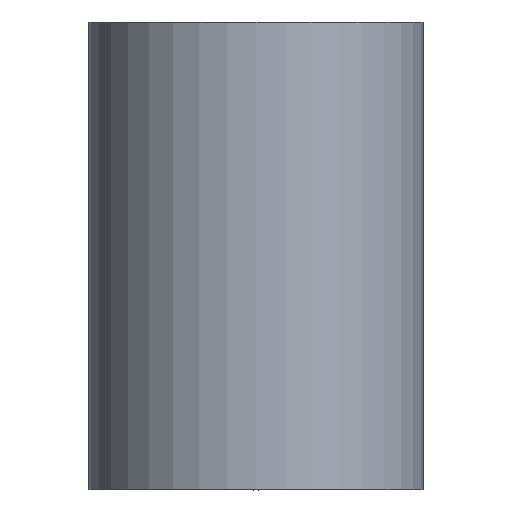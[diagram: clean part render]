
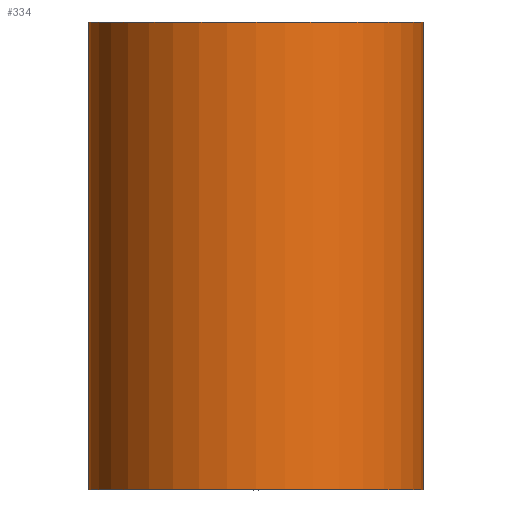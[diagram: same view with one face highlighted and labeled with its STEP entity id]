
A CAD part, top view. The second image highlights one B-rep face of the part: STEP entity #334.
In plain terms, the highlighted cylindrical face has radius 30.4 mm (diameter 60.8 mm), a partial arc.
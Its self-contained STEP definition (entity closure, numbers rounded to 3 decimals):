
#26=CYLINDRICAL_SURFACE('',#373,30.4);
#43=FACE_OUTER_BOUND('',#64,.T.);
#64=EDGE_LOOP('',(#235,#236,#237,#238));
#96=CIRCLE('',#371,30.4);
#98=CIRCLE('',#374,30.4);
#115=LINE('',#552,#130);
#116=LINE('',#555,#131);
#130=VECTOR('',#430,10.);
#131=VECTOR('',#433,10.);
#149=VERTEX_POINT('',#546);
#150=VERTEX_POINT('',#547);
#151=VERTEX_POINT('',#551);
#152=VERTEX_POINT('',#553);
#182=EDGE_CURVE('',#149,#150,#96,.T.);
#184=EDGE_CURVE('',#150,#151,#115,.T.);
#185=EDGE_CURVE('',#152,#151,#98,.T.);
#186=EDGE_CURVE('',#152,#149,#116,.T.);
#235=ORIENTED_EDGE('',*,*,#182,.T.);
#236=ORIENTED_EDGE('',*,*,#184,.T.);
#237=ORIENTED_EDGE('',*,*,#185,.F.);
#238=ORIENTED_EDGE('',*,*,#186,.T.);
#334=ADVANCED_FACE('',(#43),#26,.T.);
#371=AXIS2_PLACEMENT_3D('',#548,#424,#425);
#373=AXIS2_PLACEMENT_3D('',#550,#428,#429);
#374=AXIS2_PLACEMENT_3D('',#554,#431,#432);
#424=DIRECTION('center_axis',(0.,-1.,0.));
#425=DIRECTION('ref_axis',(1.,0.,0.));
#428=DIRECTION('center_axis',(0.,1.,0.));
#429=DIRECTION('ref_axis',(0.,0.,1.));
#430=DIRECTION('',(0.,-1.,0.));
#431=DIRECTION('center_axis',(0.,-1.,0.));
#432=DIRECTION('ref_axis',(1.,0.,0.));
#433=DIRECTION('',(0.,1.,0.));
#546=CARTESIAN_POINT('',(0.387,54.923,-30.398));
#547=CARTESIAN_POINT('',(-0.387,54.923,-30.398));
#548=CARTESIAN_POINT('Origin',(0.,54.923,0.));
#550=CARTESIAN_POINT('Origin',(0.,0.,0.));
#551=CARTESIAN_POINT('',(-0.387,-30.,-30.398));
#552=CARTESIAN_POINT('',(-0.387,14.923,-30.398));
#553=CARTESIAN_POINT('',(0.387,-30.,-30.398));
#554=CARTESIAN_POINT('Origin',(0.,-30.,0.));
#555=CARTESIAN_POINT('',(0.387,14.923,-30.398));
